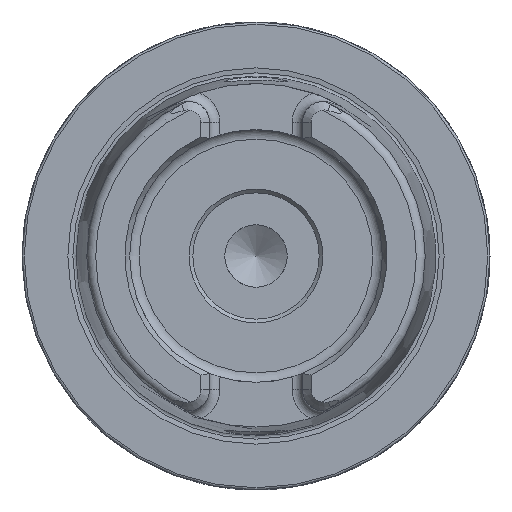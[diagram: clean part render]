
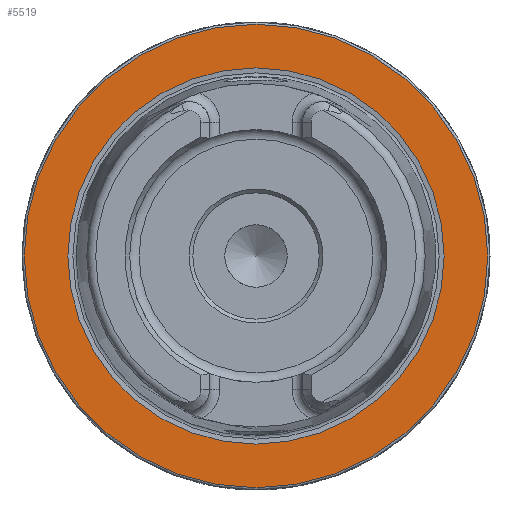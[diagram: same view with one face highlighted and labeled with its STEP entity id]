
A CAD part, left-side view. The second image highlights one B-rep face of the part: STEP entity #5519.
In plain terms, the highlighted planar face has unit normal (-1, 0, 0).
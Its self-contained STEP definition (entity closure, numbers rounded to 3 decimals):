
#449 = AXIS2_PLACEMENT_3D ( 'NONE', #4531, #8449, #7736 ) ;
#1604 = VERTEX_POINT ( 'NONE', #3768 ) ;
#2673 = EDGE_CURVE ( 'NONE', #1604, #1604, #8980, .T. ) ;
#2744 = DIRECTION ( 'NONE',  ( 0., 0., 1. ) ) ;
#2945 = EDGE_LOOP ( 'NONE', ( #10054 ) ) ;
#3475 = FACE_BOUND ( 'NONE', #2945, .T. ) ;
#3768 = CARTESIAN_POINT ( 'NONE',  ( 0., 0., 25.324 ) ) ;
#3810 = AXIS2_PLACEMENT_3D ( 'NONE', #6655, #7418, #2744 ) ;
#4045 = VERTEX_POINT ( 'NONE', #6224 ) ;
#4197 = AXIS2_PLACEMENT_3D ( 'NONE', #7064, #8049, #9113 ) ;
#4495 = EDGE_CURVE ( 'NONE', #4045, #4045, #5024, .T. ) ;
#4531 = CARTESIAN_POINT ( 'NONE',  ( 0., 31.2, 0. ) ) ;
#4656 = ORIENTED_EDGE ( 'NONE', *, *, #4495, .T. ) ;
#5024 = CIRCLE ( 'NONE', #3810, 31.2 ) ;
#5519 = ADVANCED_FACE ( 'NONE', ( #3475, #7371 ), #8475, .F. ) ;
#6224 = CARTESIAN_POINT ( 'NONE',  ( 0., 0., 31.2 ) ) ;
#6411 = EDGE_LOOP ( 'NONE', ( #4656 ) ) ;
#6655 = CARTESIAN_POINT ( 'NONE',  ( 0., 0., 0. ) ) ;
#7064 = CARTESIAN_POINT ( 'NONE',  ( 0., 0., 0. ) ) ;
#7371 = FACE_OUTER_BOUND ( 'NONE', #6411, .T. ) ;
#7418 = DIRECTION ( 'NONE',  ( -1., 0., 0. ) ) ;
#7736 = DIRECTION ( 'NONE',  ( 0., 0., -1. ) ) ;
#8049 = DIRECTION ( 'NONE',  ( -1., 0., 0. ) ) ;
#8449 = DIRECTION ( 'NONE',  ( 1., 0., 0. ) ) ;
#8475 = PLANE ( 'NONE',  #449 ) ;
#8980 = CIRCLE ( 'NONE', #4197, 25.324 ) ;
#9113 = DIRECTION ( 'NONE',  ( 0., 0., 1. ) ) ;
#10054 = ORIENTED_EDGE ( 'NONE', *, *, #2673, .F. ) ;
